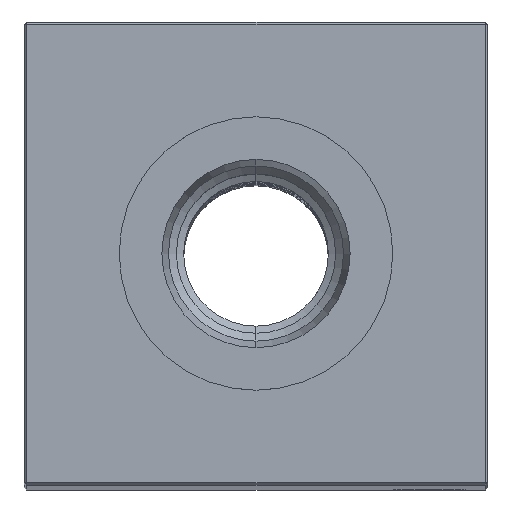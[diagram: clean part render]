
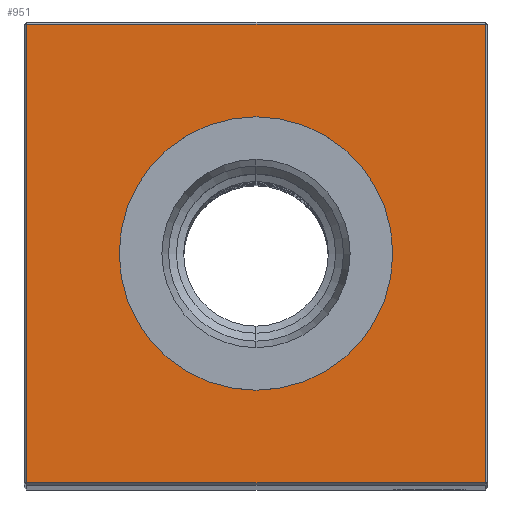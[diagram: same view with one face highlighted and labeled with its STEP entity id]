
A CAD part, top view. The second image highlights one B-rep face of the part: STEP entity #951.
In plain terms, the highlighted planar face has unit normal (0, 0, 1).
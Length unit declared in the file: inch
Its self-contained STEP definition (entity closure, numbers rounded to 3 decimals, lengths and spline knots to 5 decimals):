
#349 = LINE ( 'NONE', #19329, #10157 ) ;
#771 = VERTEX_POINT ( 'NONE', #1209 ) ;
#951 = ADVANCED_FACE ( 'NONE', ( #11748, #4996 ), #16493, .F. ) ;
#1209 = CARTESIAN_POINT ( 'NONE',  ( -0.99, -0.99, 12.25 ) ) ;
#2631 = EDGE_CURVE ( 'NONE', #771, #4403, #7747, .T. ) ;
#3324 = VECTOR ( 'NONE', #27116, 39.37008 ) ;
#3358 = CIRCLE ( 'NONE', #20470, 0.59055 ) ;
#3892 = EDGE_CURVE ( 'NONE', #5268, #771, #15995, .T. ) ;
#4403 = VERTEX_POINT ( 'NONE', #10132 ) ;
#4543 = CARTESIAN_POINT ( 'NONE',  ( 0., 0., 12.25 ) ) ;
#4996 = FACE_BOUND ( 'NONE', #26018, .T. ) ;
#5268 = VERTEX_POINT ( 'NONE', #21210 ) ;
#5494 = LINE ( 'NONE', #28956, #3324 ) ;
#6995 = DIRECTION ( 'NONE',  ( 0., 0., -1. ) ) ;
#7254 = CARTESIAN_POINT ( 'NONE',  ( 0., 0., 12.25 ) ) ;
#7361 = DIRECTION ( 'NONE',  ( -1., 0., 0. ) ) ;
#7402 = EDGE_CURVE ( 'NONE', #21761, #16477, #22322, .T. ) ;
#7580 = VERTEX_POINT ( 'NONE', #19008 ) ;
#7747 = LINE ( 'NONE', #16923, #25743 ) ;
#9246 = CARTESIAN_POINT ( 'NONE',  ( -0.99, 0., 12.25 ) ) ;
#9689 = DIRECTION ( 'NONE',  ( 0., 1., 0. ) ) ;
#10132 = CARTESIAN_POINT ( 'NONE',  ( 0.99, -0.99, 12.25 ) ) ;
#10157 = VECTOR ( 'NONE', #9689, 39.37008 ) ;
#11546 = DIRECTION ( 'NONE',  ( 0., -1., 0. ) ) ;
#11748 = FACE_OUTER_BOUND ( 'NONE', #13010, .T. ) ;
#11834 = ORIENTED_EDGE ( 'NONE', *, *, #21804, .T. ) ;
#13010 = EDGE_LOOP ( 'NONE', ( #26945, #27700, #11834, #15897 ) ) ;
#13548 = ORIENTED_EDGE ( 'NONE', *, *, #7402, .T. ) ;
#14399 = EDGE_CURVE ( 'NONE', #7580, #5268, #5494, .T. ) ;
#14464 = DIRECTION ( 'NONE',  ( -1., 0., 0. ) ) ;
#15897 = ORIENTED_EDGE ( 'NONE', *, *, #14399, .T. ) ;
#15995 = LINE ( 'NONE', #9246, #26702 ) ;
#16477 = VERTEX_POINT ( 'NONE', #25237 ) ;
#16493 = PLANE ( 'NONE',  #21976 ) ;
#16596 = DIRECTION ( 'NONE',  ( 0., 0., -1. ) ) ;
#16923 = CARTESIAN_POINT ( 'NONE',  ( 0., -0.99, 12.25 ) ) ;
#18719 = CARTESIAN_POINT ( 'NONE',  ( 0., 0.59055, 12.25 ) ) ;
#19008 = CARTESIAN_POINT ( 'NONE',  ( 0.99, 0.99, 12.25 ) ) ;
#19300 = DIRECTION ( 'NONE',  ( 0., 0., -1. ) ) ;
#19329 = CARTESIAN_POINT ( 'NONE',  ( 0.99, 0., 12.25 ) ) ;
#20470 = AXIS2_PLACEMENT_3D ( 'NONE', #28376, #19300, #7361 ) ;
#21210 = CARTESIAN_POINT ( 'NONE',  ( -0.99, 0.99, 12.25 ) ) ;
#21761 = VERTEX_POINT ( 'NONE', #18719 ) ;
#21804 = EDGE_CURVE ( 'NONE', #4403, #7580, #349, .T. ) ;
#21820 = AXIS2_PLACEMENT_3D ( 'NONE', #7254, #16596, #14464 ) ;
#21976 = AXIS2_PLACEMENT_3D ( 'NONE', #4543, #6995, #23258 ) ;
#22322 = CIRCLE ( 'NONE', #21820, 0.59055 ) ;
#23258 = DIRECTION ( 'NONE',  ( -1., 0., 0. ) ) ;
#23819 = EDGE_CURVE ( 'NONE', #16477, #21761, #3358, .T. ) ;
#25237 = CARTESIAN_POINT ( 'NONE',  ( 0., -0.59055, 12.25 ) ) ;
#25743 = VECTOR ( 'NONE', #28145, 39.37008 ) ;
#26018 = EDGE_LOOP ( 'NONE', ( #13548, #27196 ) ) ;
#26702 = VECTOR ( 'NONE', #11546, 39.37008 ) ;
#26945 = ORIENTED_EDGE ( 'NONE', *, *, #3892, .T. ) ;
#27116 = DIRECTION ( 'NONE',  ( -1., 0., 0. ) ) ;
#27196 = ORIENTED_EDGE ( 'NONE', *, *, #23819, .T. ) ;
#27700 = ORIENTED_EDGE ( 'NONE', *, *, #2631, .T. ) ;
#28145 = DIRECTION ( 'NONE',  ( 1., 0., 0. ) ) ;
#28376 = CARTESIAN_POINT ( 'NONE',  ( 0., 0., 12.25 ) ) ;
#28956 = CARTESIAN_POINT ( 'NONE',  ( 0., 0.99, 12.25 ) ) ;
